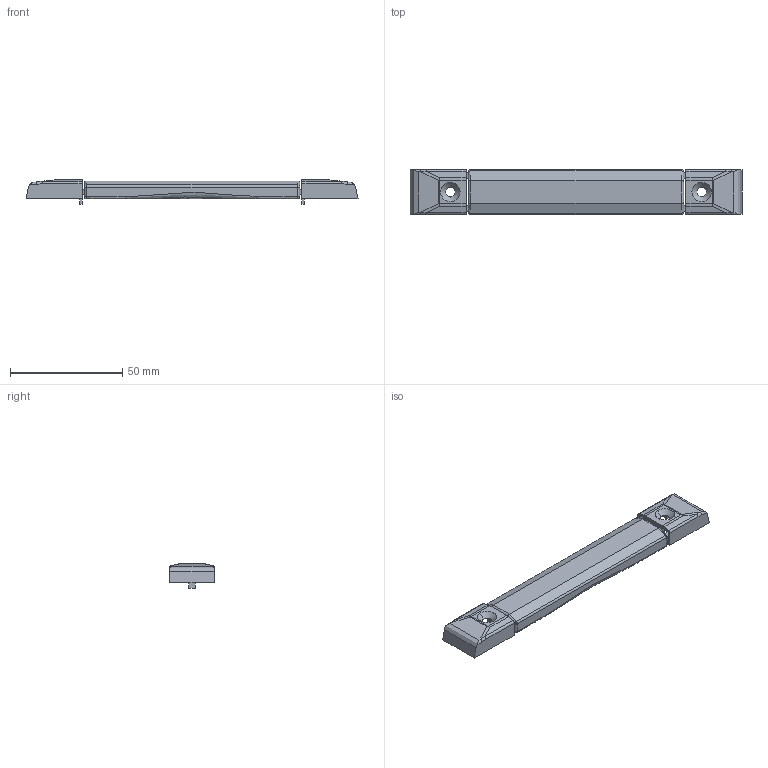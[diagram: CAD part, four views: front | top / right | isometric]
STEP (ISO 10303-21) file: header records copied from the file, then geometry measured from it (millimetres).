
FILE_DESCRIPTION((''),'2;1');
FILE_NAME('','2005-10-07T12:20:10',(''),(''),'','CADfix','');
FILE_SCHEMA(('AUTOMOTIVE_DESIGN'));
Length unit declared in the file: millimetre
Products named in the file (4): arm; bracket; grip; THA_185_2_1131_36
Assembly tree (5 placements, depth 2):
  THA_185_2_1131_36
    arm  x2
    bracket  x2
    grip
Bounding box: 148 x 20 x 10.8 mm (x, y, z)
Volume: 16898.9 mm3; surface area: 13704.2 mm2
Topology: 5 solids, 5 shells, 176 faces, 482 edges, 314 vertices
Faces by surface type: bspline 176
Entity records: 3528 total; most frequent: CARTESIAN_POINT 1778, ORIENTED_EDGE 568, EDGE_CURVE 284, QUASI_UNIFORM_CURVE 191, VERTEX_POINT 181, EDGE_LOOP 113, FACE_OUTER_BOUND 109, ADVANCED_FACE 109
